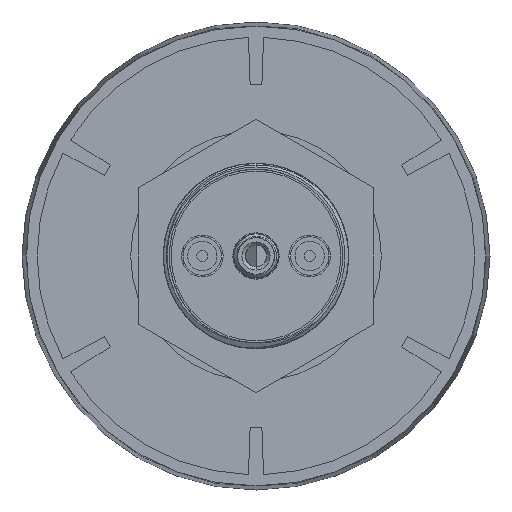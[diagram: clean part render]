
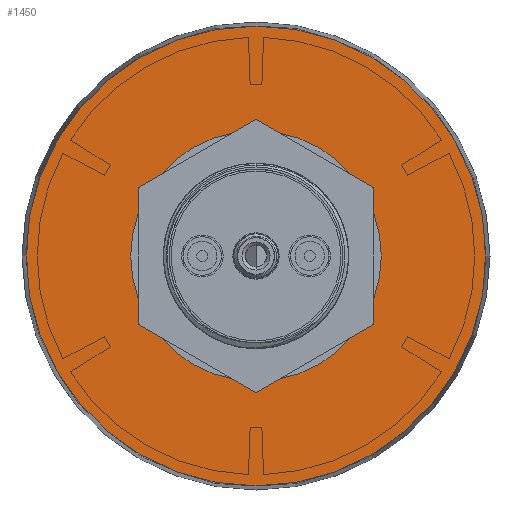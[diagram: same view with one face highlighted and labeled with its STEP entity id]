
A CAD part, front view. The second image highlights one B-rep face of the part: STEP entity #1450.
In plain terms, the highlighted planar face has unit normal (0, -1, 0).
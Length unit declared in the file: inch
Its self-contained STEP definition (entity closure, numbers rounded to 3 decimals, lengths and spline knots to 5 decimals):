
#316 = VERTEX_POINT ( 'NONE', #28245 ) ;
#1146 = EDGE_CURVE ( 'NONE', #3189, #316, #10822, .T. ) ;
#1406 = DIRECTION ( 'NONE',  ( 1., 0., 0. ) ) ;
#1450 = ADVANCED_FACE ( 'NONE', ( #28897, #16344 ), #17812, .F. ) ;
#1900 = DIRECTION ( 'NONE',  ( 1., 0., 0. ) ) ;
#3155 = AXIS2_PLACEMENT_3D ( 'NONE', #29652, #15513, #1406 ) ;
#3189 = VERTEX_POINT ( 'NONE', #25478 ) ;
#3501 = ORIENTED_EDGE ( 'NONE', *, *, #3821, .F. ) ;
#3821 = EDGE_CURVE ( 'NONE', #28542, #27693, #20326, .T. ) ;
#5729 = DIRECTION ( 'NONE',  ( 0., 1., 0. ) ) ;
#7085 = CARTESIAN_POINT ( 'NONE',  ( 0., 0.68317, 0. ) ) ;
#7134 = CIRCLE ( 'NONE', #28057, 0.409 ) ;
#9470 = DIRECTION ( 'NONE',  ( -1., 0., 0. ) ) ;
#10644 = AXIS2_PLACEMENT_3D ( 'NONE', #7085, #23617, #9470 ) ;
#10822 = CIRCLE ( 'NONE', #10644, 0.409 ) ;
#11081 = DIRECTION ( 'NONE',  ( 0., -1., 0. ) ) ;
#14220 = EDGE_LOOP ( 'NONE', ( #3501, #20613 ) ) ;
#15370 = EDGE_LOOP ( 'NONE', ( #28958, #17908 ) ) ;
#15513 = DIRECTION ( 'NONE',  ( 0., 1., 0. ) ) ;
#15711 = EDGE_CURVE ( 'NONE', #316, #3189, #7134, .T. ) ;
#16058 = DIRECTION ( 'NONE',  ( 0., 1., 0. ) ) ;
#16344 = FACE_OUTER_BOUND ( 'NONE', #14220, .T. ) ;
#17128 = CARTESIAN_POINT ( 'NONE',  ( 0.975, 0.68317, 0. ) ) ;
#17812 = PLANE ( 'NONE',  #3155 ) ;
#17908 = ORIENTED_EDGE ( 'NONE', *, *, #15711, .F. ) ;
#19903 = CARTESIAN_POINT ( 'NONE',  ( 0., 0.68317, 0. ) ) ;
#20326 = CIRCLE ( 'NONE', #28974, 0.975 ) ;
#20378 = CARTESIAN_POINT ( 'NONE',  ( -0.975, 0.68317, 0. ) ) ;
#20532 = EDGE_CURVE ( 'NONE', #27693, #28542, #22554, .T. ) ;
#20613 = ORIENTED_EDGE ( 'NONE', *, *, #20532, .F. ) ;
#22275 = DIRECTION ( 'NONE',  ( 1., 0., 0. ) ) ;
#22554 = CIRCLE ( 'NONE', #27461, 0.975 ) ;
#23617 = DIRECTION ( 'NONE',  ( 0., -1., 0. ) ) ;
#25258 = CARTESIAN_POINT ( 'NONE',  ( 0., 0.68317, 0. ) ) ;
#25478 = CARTESIAN_POINT ( 'NONE',  ( -0.409, 0.68317, 0. ) ) ;
#27461 = AXIS2_PLACEMENT_3D ( 'NONE', #30167, #16058, #1900 ) ;
#27608 = DIRECTION ( 'NONE',  ( -1., 0., 0. ) ) ;
#27693 = VERTEX_POINT ( 'NONE', #20378 ) ;
#28057 = AXIS2_PLACEMENT_3D ( 'NONE', #25258, #11081, #27608 ) ;
#28245 = CARTESIAN_POINT ( 'NONE',  ( 0.409, 0.68317, 0. ) ) ;
#28542 = VERTEX_POINT ( 'NONE', #17128 ) ;
#28897 = FACE_BOUND ( 'NONE', #15370, .T. ) ;
#28958 = ORIENTED_EDGE ( 'NONE', *, *, #1146, .F. ) ;
#28974 = AXIS2_PLACEMENT_3D ( 'NONE', #19903, #5729, #22275 ) ;
#29652 = CARTESIAN_POINT ( 'NONE',  ( 0., 0.68317, 0. ) ) ;
#30167 = CARTESIAN_POINT ( 'NONE',  ( 0., 0.68317, 0. ) ) ;
